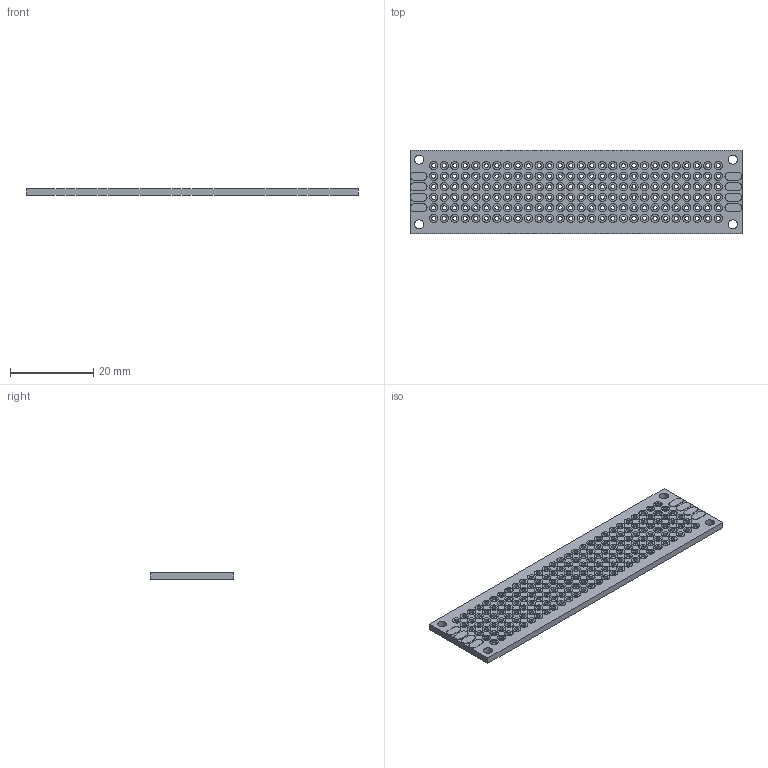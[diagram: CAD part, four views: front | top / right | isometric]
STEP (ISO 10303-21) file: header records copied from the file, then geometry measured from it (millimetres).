
FILE_DESCRIPTION(('FreeCAD Model'),'2;1');
FILE_NAME('Open CASCADE Shape Model','2023-04-28T05:34:24',('Author'),( ''),'Open CASCADE STEP processor 7.6','FreeCAD','Unknown');
FILE_SCHEMA(('AUTOMOTIVE_DESIGN { 1 0 10303 214 1 1 1 1 }'));
Length unit declared in the file: millimetre
Products named in the file (1): PCB
Bounding box: 80 x 20 x 1.8 mm (x, y, z)
Volume: 2415.2 mm3; surface area: 4447.5 mm2
Topology: 1 solids, 1 shells, 930 faces, 1728 edges, 1152 vertices
Faces by surface type: cylinder 540, plane 390
Full cylindrical faces by diameter (mm): 1 x168, 2 x336, 2.2 x4
Entity records: 47953 total; most frequent: CARTESIAN_POINT 9475, DIRECTION 7758, ORIENTED_EDGE 3456, PCURVE 3456, DEFINITIONAL_REPRESENTATION 3456, LINE 3024, VECTOR 3024, AXIS2_PLACEMENT_3D 2011
